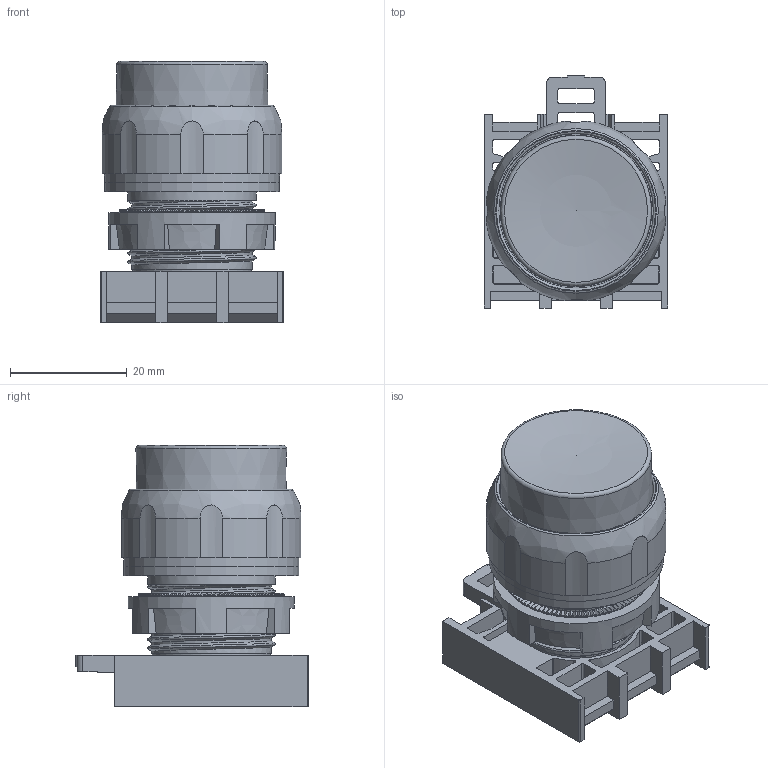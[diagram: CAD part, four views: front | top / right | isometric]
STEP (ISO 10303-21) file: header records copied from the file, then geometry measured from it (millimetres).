
FILE_DESCRIPTION(/* description */ ('','CAx-IF Rec.Pracs.---Representation and Presentation of Product Manufacturing Information (PMI)---4.0---2014-10-13'),/* implementation_level */ '2;1');
FILE_NAME(/* name */ 'W22PB-ER (V2.0).stp',/* time_stamp */ '2021-11-02T14:14:14-04:00',/* author */ ('cbunnell'),/* organization */ (''),/* preprocessor_version */ 'ST-DEVELOPER v18.1',/* originating_system */ 'Autodesk Inventor 2021',/* authorisation */ '');
FILE_SCHEMA (('AP242_MANAGED_MODEL_BASED_3D_ENGINEERING_MIM_LF { 1 0 10303 442 1 1 4 }'));
Length unit declared in the file: millimetre
Products named in the file (1): 22P10136G05_Shrinkwrap_1
Bounding box: 31.5 x 39.8 x 44.76 mm (x, y, z)
Volume: 16265.1 mm3; surface area: 22193.7 mm2
Topology: 2 solids, 2 shells, 1255 faces, 3310 edges, 2076 vertices
Faces by surface type: plane 915, cylinder 199, bspline 79, cone 36, torus 21, sphere 5
Full cylindrical faces by diameter (mm): 11.207 x1, 12.807 x1, 13.6 x1, 14.478 x1, 14.7 x1, 18 x1, 18.5 x1, 19.05 x1, 20.3 x1, 22.35 x3, 22.5 x1, 24 x2, 24.95 x1, 25.6 x3, 26.5 x1, 27.3 x2, 28.5 x1, 30 x2
Entity records: 47129 total; most frequent: CARTESIAN_POINT 14936, ORIENTED_EDGE 6618, DIRECTION 6222, EDGE_CURVE 3309, LINE 2246, VECTOR 2246, VERTEX_POINT 2076, AXIS2_PLACEMENT_3D 1988
